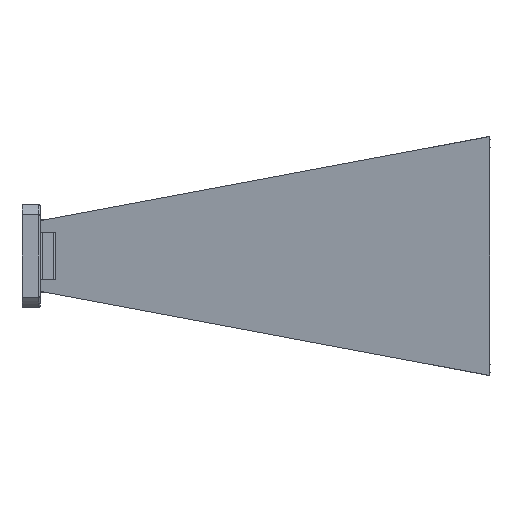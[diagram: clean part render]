
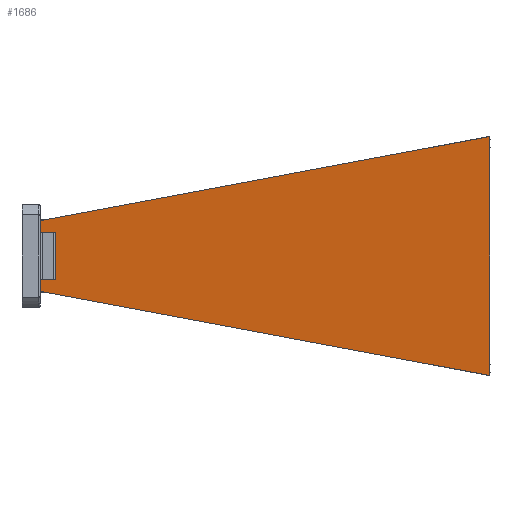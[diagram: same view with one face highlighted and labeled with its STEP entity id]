
A CAD part, front view. The second image highlights one B-rep face of the part: STEP entity #1686.
In plain terms, the highlighted planar face has unit normal (-0.153, -0.988, 0).
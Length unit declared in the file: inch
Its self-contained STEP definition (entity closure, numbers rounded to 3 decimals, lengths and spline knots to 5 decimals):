
#66 = VECTOR ( 'NONE', #804, 39.37008 ) ;
#76 = ORIENTED_EDGE ( 'NONE', *, *, #153, .F. ) ;
#131 = EDGE_CURVE ( 'NONE', #1471, #1073, #2018, .T. ) ;
#134 = VERTEX_POINT ( 'NONE', #400 ) ;
#145 = CARTESIAN_POINT ( 'NONE',  ( 3.99244, -0.74154, 1.05 ) ) ;
#153 = EDGE_CURVE ( 'NONE', #740, #134, #1806, .T. ) ;
#209 = EDGE_CURVE ( 'NONE', #1073, #134, #2004, .T. ) ;
#216 = DIRECTION ( 'NONE',  ( 0., 0., -1. ) ) ;
#274 = CARTESIAN_POINT ( 'NONE',  ( 0.156, -0.147, 1.05 ) ) ;
#290 = DIRECTION ( 'NONE',  ( 0.988, -0.153, 0. ) ) ;
#294 = VECTOR ( 'NONE', #290, 39.37008 ) ;
#400 = CARTESIAN_POINT ( 'NONE',  ( 3.99244, -0.74154, -1.02058 ) ) ;
#413 = VECTOR ( 'NONE', #216, 39.37008 ) ;
#446 = ORIENTED_EDGE ( 'NONE', *, *, #1408, .T. ) ;
#499 = VECTOR ( 'NONE', #1549, 39.37008 ) ;
#518 = CARTESIAN_POINT ( 'NONE',  ( 0.156, -0.147, 1.05 ) ) ;
#564 = ORIENTED_EDGE ( 'NONE', *, *, #1792, .T. ) ;
#636 = CARTESIAN_POINT ( 'NONE',  ( -0.08311, -0.10995, -0.25721 ) ) ;
#637 = DIRECTION ( 'NONE',  ( 0., 0., -1. ) ) ;
#709 = VERTEX_POINT ( 'NONE', #1964 ) ;
#723 = LINE ( 'NONE', #1932, #294 ) ;
#740 = VERTEX_POINT ( 'NONE', #2136 ) ;
#744 = ORIENTED_EDGE ( 'NONE', *, *, #1916, .F. ) ;
#793 = CARTESIAN_POINT ( 'NONE',  ( 0.156, -0.147, -0.302 ) ) ;
#804 = DIRECTION ( 'NONE',  ( 0., 0., -1. ) ) ;
#845 = ORIENTED_EDGE ( 'NONE', *, *, #1523, .T. ) ;
#846 = DIRECTION ( 'NONE',  ( 0.153, 0.988, 0. ) ) ;
#857 = CARTESIAN_POINT ( 'NONE',  ( 0.156, -0.147, 0.302 ) ) ;
#892 = EDGE_LOOP ( 'NONE', ( #76, #446, #1714, #845, #564, #744, #1125, #1718 ) ) ;
#918 = CARTESIAN_POINT ( 'NONE',  ( 0.28829, -0.1675, 0.32678 ) ) ;
#929 = CARTESIAN_POINT ( 'NONE',  ( -0.01859, -0.11994, 0.205 ) ) ;
#989 = VECTOR ( 'NONE', #1452, 39.37008 ) ;
#1073 = VERTEX_POINT ( 'NONE', #793 ) ;
#1082 = FACE_OUTER_BOUND ( 'NONE', #892, .T. ) ;
#1085 = VECTOR ( 'NONE', #1262, 39.37008 ) ;
#1103 = DIRECTION ( 'NONE',  ( 0., 0., -1. ) ) ;
#1125 = ORIENTED_EDGE ( 'NONE', *, *, #131, .T. ) ;
#1167 = VERTEX_POINT ( 'NONE', #857 ) ;
#1185 = LINE ( 'NONE', #274, #2011 ) ;
#1259 = CARTESIAN_POINT ( 'NONE',  ( 0.285, -0.16699, -0.205 ) ) ;
#1262 = DIRECTION ( 'NONE',  ( 0.988, -0.153, 0. ) ) ;
#1285 = CARTESIAN_POINT ( 'NONE',  ( 0.156, -0.147, 1.05 ) ) ;
#1405 = CARTESIAN_POINT ( 'NONE',  ( 0.285, -0.16699, 0.205 ) ) ;
#1408 = EDGE_CURVE ( 'NONE', #740, #1167, #1981, .T. ) ;
#1452 = DIRECTION ( 'NONE',  ( 0.972, -0.151, -0.182 ) ) ;
#1471 = VERTEX_POINT ( 'NONE', #1922 ) ;
#1494 = LINE ( 'NONE', #929, #1085 ) ;
#1521 = EDGE_CURVE ( 'NONE', #1167, #709, #1185, .T. ) ;
#1523 = EDGE_CURVE ( 'NONE', #709, #1832, #1494, .T. ) ;
#1529 = CARTESIAN_POINT ( 'NONE',  ( 0.285, -0.16699, 0.205 ) ) ;
#1549 = DIRECTION ( 'NONE',  ( -0.972, 0.151, -0.182 ) ) ;
#1686 = ADVANCED_FACE ( 'NONE', ( #1082 ), #1819, .F. ) ;
#1702 = LINE ( 'NONE', #1529, #413 ) ;
#1714 = ORIENTED_EDGE ( 'NONE', *, *, #1521, .T. ) ;
#1718 = ORIENTED_EDGE ( 'NONE', *, *, #209, .T. ) ;
#1792 = EDGE_CURVE ( 'NONE', #1832, #1946, #1702, .T. ) ;
#1806 = LINE ( 'NONE', #145, #66 ) ;
#1819 = PLANE ( 'NONE',  #1887 ) ;
#1832 = VERTEX_POINT ( 'NONE', #1405 ) ;
#1887 = AXIS2_PLACEMENT_3D ( 'NONE', #518, #846, #1979 ) ;
#1915 = VECTOR ( 'NONE', #637, 39.37008 ) ;
#1916 = EDGE_CURVE ( 'NONE', #1471, #1946, #723, .T. ) ;
#1922 = CARTESIAN_POINT ( 'NONE',  ( 0.156, -0.147, -0.205 ) ) ;
#1932 = CARTESIAN_POINT ( 'NONE',  ( -0.01859, -0.11994, -0.205 ) ) ;
#1946 = VERTEX_POINT ( 'NONE', #1259 ) ;
#1964 = CARTESIAN_POINT ( 'NONE',  ( 0.156, -0.147, 0.205 ) ) ;
#1979 = DIRECTION ( 'NONE',  ( -0.988, 0.153, 0. ) ) ;
#1981 = LINE ( 'NONE', #918, #499 ) ;
#2004 = LINE ( 'NONE', #636, #989 ) ;
#2011 = VECTOR ( 'NONE', #1103, 39.37008 ) ;
#2018 = LINE ( 'NONE', #1285, #1915 ) ;
#2136 = CARTESIAN_POINT ( 'NONE',  ( 3.99244, -0.74154, 1.02058 ) ) ;
